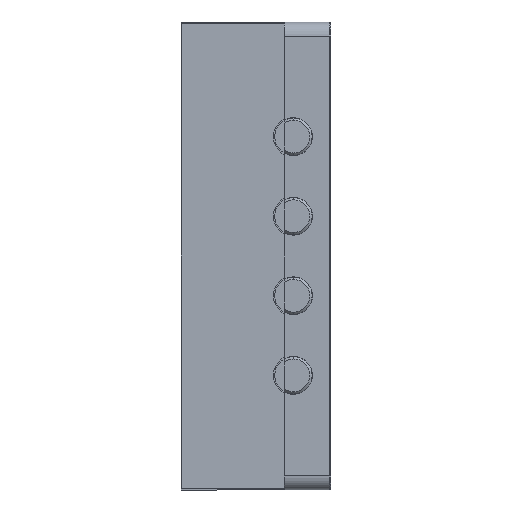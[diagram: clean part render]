
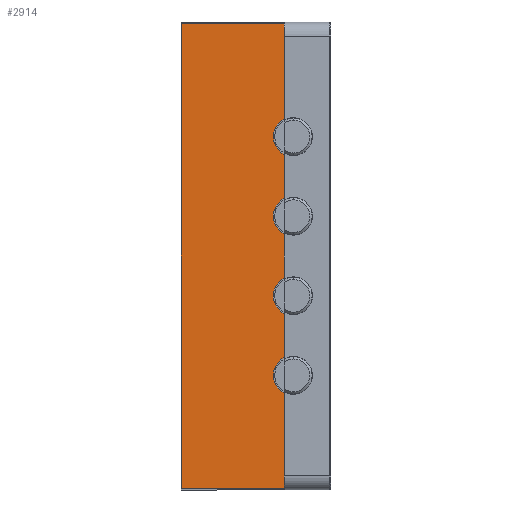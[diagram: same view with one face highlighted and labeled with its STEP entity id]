
A CAD part, left-side view. The second image highlights one B-rep face of the part: STEP entity #2914.
In plain terms, the highlighted planar face has unit normal (-1, 0, 0).
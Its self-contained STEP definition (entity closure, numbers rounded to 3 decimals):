
#18 = DIRECTION ( 'NONE',  ( 1., 0., 0. ) ) ;
#20 = AXIS2_PLACEMENT_3D ( 'NONE', #164, #592, #2871 ) ;
#88 = DIRECTION ( 'NONE',  ( 0., 0., -1. ) ) ;
#96 = VERTEX_POINT ( 'NONE', #2766 ) ;
#136 = VERTEX_POINT ( 'NONE', #3549 ) ;
#159 = VERTEX_POINT ( 'NONE', #2348 ) ;
#164 = CARTESIAN_POINT ( 'NONE',  ( 235.621, 174.001, 291.546 ) ) ;
#188 = EDGE_LOOP ( 'NONE', ( #837, #3438, #1246, #3798 ) ) ;
#189 = CARTESIAN_POINT ( 'NONE',  ( 235.621, 174.001, 287.246 ) ) ;
#194 = DIRECTION ( 'NONE',  ( 0., 0., -1. ) ) ;
#276 = CARTESIAN_POINT ( 'NONE',  ( 235.621, 198.001, 0. ) ) ;
#329 = LINE ( 'NONE', #4581, #3578 ) ;
#336 = CARTESIAN_POINT ( 'NONE',  ( 235.621, 168.001, 216.446 ) ) ;
#338 = VERTEX_POINT ( 'NONE', #556 ) ;
#376 = EDGE_LOOP ( 'NONE', ( #4878, #3918 ) ) ;
#422 = ORIENTED_EDGE ( 'NONE', *, *, #4350, .T. ) ;
#551 = ORIENTED_EDGE ( 'NONE', *, *, #4446, .T. ) ;
#556 = CARTESIAN_POINT ( 'NONE',  ( 235.621, 168.001, 315.646 ) ) ;
#566 = DIRECTION ( 'NONE',  ( 1., 0., 0. ) ) ;
#590 = DIRECTION ( 'NONE',  ( 1., 0., 0. ) ) ;
#591 = EDGE_CURVE ( 'NONE', #159, #2185, #4710, .T. ) ;
#592 = DIRECTION ( 'NONE',  ( 1., 0., 0. ) ) ;
#624 = FACE_BOUND ( 'NONE', #2532, .T. ) ;
#837 = ORIENTED_EDGE ( 'NONE', *, *, #4933, .F. ) ;
#861 = FACE_OUTER_BOUND ( 'NONE', #188, .T. ) ;
#984 = CARTESIAN_POINT ( 'NONE',  ( 235.621, 174.001, 257.546 ) ) ;
#1005 = EDGE_CURVE ( 'NONE', #2185, #4086, #4539, .T. ) ;
#1159 = CARTESIAN_POINT ( 'NONE',  ( 235.621, 198.001, 315.646 ) ) ;
#1167 = DIRECTION ( 'NONE',  ( 0., 0., -1. ) ) ;
#1177 = VECTOR ( 'NONE', #4228, 1000. ) ;
#1182 = VERTEX_POINT ( 'NONE', #2579 ) ;
#1193 = DIRECTION ( 'NONE',  ( 1., 0., 0. ) ) ;
#1234 = VECTOR ( 'NONE', #2409, 1000. ) ;
#1239 = DIRECTION ( 'NONE',  ( 0., 0., -1. ) ) ;
#1246 = ORIENTED_EDGE ( 'NONE', *, *, #591, .F. ) ;
#1279 = AXIS2_PLACEMENT_3D ( 'NONE', #4932, #4883, #2548 ) ;
#1319 = EDGE_CURVE ( 'NONE', #96, #2095, #3914, .T. ) ;
#1466 = DIRECTION ( 'NONE',  ( 0., 0., -1. ) ) ;
#1518 = DIRECTION ( 'NONE',  ( 1., 0., 0. ) ) ;
#1554 = CIRCLE ( 'NONE', #4559, 4.3 ) ;
#1635 = CARTESIAN_POINT ( 'NONE',  ( 235.621, 174.001, 274.546 ) ) ;
#1708 = AXIS2_PLACEMENT_3D ( 'NONE', #2257, #1518, #2689 ) ;
#1723 = EDGE_CURVE ( 'NONE', #338, #159, #329, .T. ) ;
#1783 = VECTOR ( 'NONE', #4571, 1000. ) ;
#1860 = VERTEX_POINT ( 'NONE', #2862 ) ;
#2095 = VERTEX_POINT ( 'NONE', #2150 ) ;
#2150 = CARTESIAN_POINT ( 'NONE',  ( 235.621, 174.001, 261.846 ) ) ;
#2185 = VERTEX_POINT ( 'NONE', #2197 ) ;
#2197 = CARTESIAN_POINT ( 'NONE',  ( 235.621, 198.001, 216.446 ) ) ;
#2257 = CARTESIAN_POINT ( 'NONE',  ( 235.621, 174.001, 274.546 ) ) ;
#2348 = CARTESIAN_POINT ( 'NONE',  ( 235.621, 168.001, 216.446 ) ) ;
#2393 = ORIENTED_EDGE ( 'NONE', *, *, #1319, .T. ) ;
#2409 = DIRECTION ( 'NONE',  ( 0., 0., 1. ) ) ;
#2531 = LINE ( 'NONE', #4586, #1177 ) ;
#2532 = EDGE_LOOP ( 'NONE', ( #2393, #422 ) ) ;
#2548 = DIRECTION ( 'NONE',  ( 0., 0., -1. ) ) ;
#2579 = CARTESIAN_POINT ( 'NONE',  ( 235.621, 174.001, 270.246 ) ) ;
#2636 = ORIENTED_EDGE ( 'NONE', *, *, #4082, .T. ) ;
#2689 = DIRECTION ( 'NONE',  ( 0., 0., -1. ) ) ;
#2765 = AXIS2_PLACEMENT_3D ( 'NONE', #1635, #2825, #3551 ) ;
#2766 = CARTESIAN_POINT ( 'NONE',  ( 235.621, 174.001, 253.246 ) ) ;
#2785 = CARTESIAN_POINT ( 'NONE',  ( 235.621, 174.001, 236.246 ) ) ;
#2787 = ORIENTED_EDGE ( 'NONE', *, *, #4414, .T. ) ;
#2825 = DIRECTION ( 'NONE',  ( 1., 0., 0. ) ) ;
#2862 = CARTESIAN_POINT ( 'NONE',  ( 235.621, 174.001, 244.846 ) ) ;
#2871 = DIRECTION ( 'NONE',  ( 0., 0., -1. ) ) ;
#2908 = CIRCLE ( 'NONE', #3730, 4.3 ) ;
#2914 = ADVANCED_FACE ( 'NONE', ( #3826, #624, #4625, #4499, #861 ), #3221, .F. ) ;
#2964 = CIRCLE ( 'NONE', #2765, 4.3 ) ;
#3205 = CIRCLE ( 'NONE', #4266, 4.3 ) ;
#3221 = PLANE ( 'NONE',  #4022 ) ;
#3434 = EDGE_LOOP ( 'NONE', ( #551, #3870 ) ) ;
#3438 = ORIENTED_EDGE ( 'NONE', *, *, #1005, .F. ) ;
#3520 = EDGE_CURVE ( 'NONE', #4106, #3541, #1554, .T. ) ;
#3535 = CARTESIAN_POINT ( 'NONE',  ( 235.621, 174.001, 257.546 ) ) ;
#3541 = VERTEX_POINT ( 'NONE', #189 ) ;
#3549 = CARTESIAN_POINT ( 'NONE',  ( 235.621, 174.001, 278.846 ) ) ;
#3551 = DIRECTION ( 'NONE',  ( 0., 0., -1. ) ) ;
#3578 = VECTOR ( 'NONE', #1466, 1000. ) ;
#3661 = CARTESIAN_POINT ( 'NONE',  ( 235.621, 0., 0. ) ) ;
#3730 = AXIS2_PLACEMENT_3D ( 'NONE', #4128, #18, #1167 ) ;
#3798 = ORIENTED_EDGE ( 'NONE', *, *, #1723, .F. ) ;
#3825 = VERTEX_POINT ( 'NONE', #2785 ) ;
#3826 = FACE_BOUND ( 'NONE', #376, .T. ) ;
#3841 = EDGE_LOOP ( 'NONE', ( #2636, #2787 ) ) ;
#3870 = ORIENTED_EDGE ( 'NONE', *, *, #3520, .T. ) ;
#3892 = AXIS2_PLACEMENT_3D ( 'NONE', #984, #4114, #194 ) ;
#3901 = CARTESIAN_POINT ( 'NONE',  ( 235.621, 174.001, 295.846 ) ) ;
#3914 = CIRCLE ( 'NONE', #3892, 4.3 ) ;
#3918 = ORIENTED_EDGE ( 'NONE', *, *, #4014, .T. ) ;
#3984 = CIRCLE ( 'NONE', #20, 4.3 ) ;
#4014 = EDGE_CURVE ( 'NONE', #1860, #3825, #2908, .T. ) ;
#4020 = CARTESIAN_POINT ( 'NONE',  ( 235.621, 174.001, 291.546 ) ) ;
#4022 = AXIS2_PLACEMENT_3D ( 'NONE', #3661, #590, #4784 ) ;
#4082 = EDGE_CURVE ( 'NONE', #1182, #136, #4721, .T. ) ;
#4086 = VERTEX_POINT ( 'NONE', #1159 ) ;
#4106 = VERTEX_POINT ( 'NONE', #3901 ) ;
#4114 = DIRECTION ( 'NONE',  ( 1., 0., 0. ) ) ;
#4128 = CARTESIAN_POINT ( 'NONE',  ( 235.621, 174.001, 240.546 ) ) ;
#4228 = DIRECTION ( 'NONE',  ( 0., -1., 0. ) ) ;
#4266 = AXIS2_PLACEMENT_3D ( 'NONE', #3535, #1193, #88 ) ;
#4350 = EDGE_CURVE ( 'NONE', #2095, #96, #3205, .T. ) ;
#4414 = EDGE_CURVE ( 'NONE', #136, #1182, #2964, .T. ) ;
#4446 = EDGE_CURVE ( 'NONE', #3541, #4106, #3984, .T. ) ;
#4480 = CIRCLE ( 'NONE', #1279, 4.3 ) ;
#4499 = FACE_BOUND ( 'NONE', #3434, .T. ) ;
#4539 = LINE ( 'NONE', #276, #1234 ) ;
#4559 = AXIS2_PLACEMENT_3D ( 'NONE', #4020, #566, #1239 ) ;
#4571 = DIRECTION ( 'NONE',  ( 0., 1., 0. ) ) ;
#4581 = CARTESIAN_POINT ( 'NONE',  ( 235.621, 168.001, 0. ) ) ;
#4586 = CARTESIAN_POINT ( 'NONE',  ( 235.621, 198.001, 315.646 ) ) ;
#4625 = FACE_BOUND ( 'NONE', #3841, .T. ) ;
#4693 = EDGE_CURVE ( 'NONE', #3825, #1860, #4480, .T. ) ;
#4710 = LINE ( 'NONE', #336, #1783 ) ;
#4721 = CIRCLE ( 'NONE', #1708, 4.3 ) ;
#4784 = DIRECTION ( 'NONE',  ( 0., 0., -1. ) ) ;
#4878 = ORIENTED_EDGE ( 'NONE', *, *, #4693, .T. ) ;
#4883 = DIRECTION ( 'NONE',  ( 1., 0., 0. ) ) ;
#4932 = CARTESIAN_POINT ( 'NONE',  ( 235.621, 174.001, 240.546 ) ) ;
#4933 = EDGE_CURVE ( 'NONE', #4086, #338, #2531, .T. ) ;
